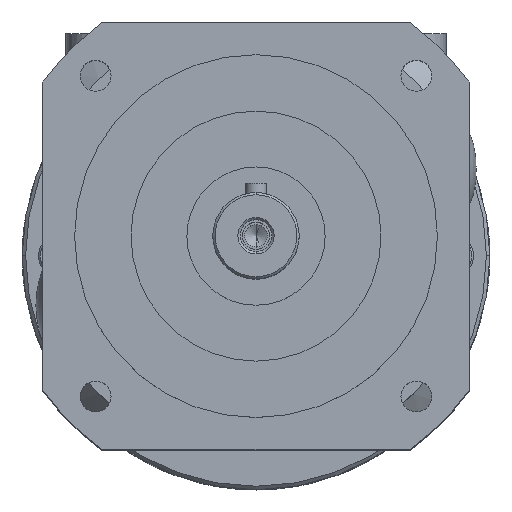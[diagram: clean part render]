
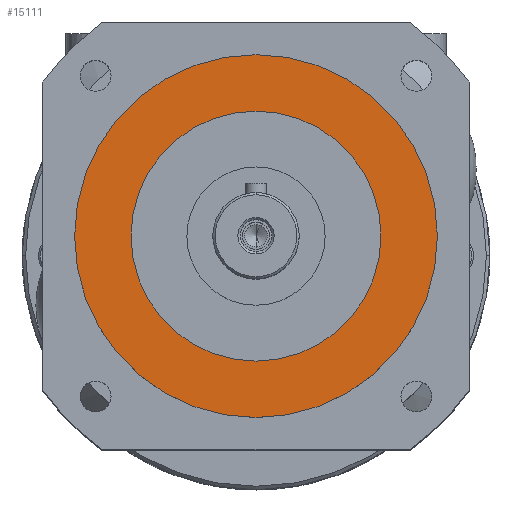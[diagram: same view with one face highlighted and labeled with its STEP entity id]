
A CAD part, top view. The second image highlights one B-rep face of the part: STEP entity #15111.
In plain terms, the highlighted face is planar.
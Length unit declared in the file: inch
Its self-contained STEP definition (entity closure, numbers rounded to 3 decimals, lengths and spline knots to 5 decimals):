
#8488 = DIRECTION ( 'NONE',  ( 0., 0., 1. ) ) ;
#8489 = DIRECTION ( 'NONE',  ( 0., 1., 0. ) ) ;
#8490 = CARTESIAN_POINT ( 'NONE',  ( 0., 0.90551, 0. ) ) ;
#8491 = AXIS2_PLACEMENT_3D ( 'NONE', #8490, #8489, #8488 ) ;
#8492 = PLANE ( 'NONE',  #8491 ) ;
#8493 = FACE_OUTER_BOUND ( 'NONE', #15325, .T. ) ;
#8494 = FACE_BOUND ( 'NONE', #15178, .T. ) ;
#8641 = CIRCLE ( 'NONE', #8701, 1.085 ) ;
#8698 = DIRECTION ( 'NONE',  ( 0., 0., 1. ) ) ;
#8699 = DIRECTION ( 'NONE',  ( 0., 1., 0. ) ) ;
#8700 = CARTESIAN_POINT ( 'NONE',  ( 0., 0.90551, 0. ) ) ;
#8701 = AXIS2_PLACEMENT_3D ( 'NONE', #8700, #8699, #8698 ) ;
#9084 = DIRECTION ( 'NONE',  ( 0., 0., 1. ) ) ;
#9085 = DIRECTION ( 'NONE',  ( 0., 1., 0. ) ) ;
#9086 = CARTESIAN_POINT ( 'NONE',  ( 0., 0.90551, 0. ) ) ;
#9087 = AXIS2_PLACEMENT_3D ( 'NONE', #9086, #9085, #9084 ) ;
#9088 = CIRCLE ( 'NONE', #9087, 1.5748 ) ;
#11361 = VERTEX_POINT ( 'NONE', #15803 ) ;
#11363 = EDGE_CURVE ( 'NONE', #11361, #11365, #15802, .T. ) ;
#11365 = VERTEX_POINT ( 'NONE', #15796 ) ;
#11566 = VERTEX_POINT ( 'NONE', #16372 ) ;
#11567 = VERTEX_POINT ( 'NONE', #16371 ) ;
#11597 = EDGE_CURVE ( 'NONE', #11566, #11567, #16443, .T. ) ;
#15111 = ADVANCED_FACE ( 'NONE', ( #8494, #8493 ), #8492, .T. ) ;
#15163 = ORIENTED_EDGE ( 'NONE', *, *, #11597, .T. ) ;
#15178 = EDGE_LOOP ( 'NONE', ( #15193, #15228 ) ) ;
#15193 = ORIENTED_EDGE ( 'NONE', *, *, #15208, .F. ) ;
#15208 = EDGE_CURVE ( 'NONE', #11365, #11361, #8641, .T. ) ;
#15228 = ORIENTED_EDGE ( 'NONE', *, *, #11363, .F. ) ;
#15325 = EDGE_LOOP ( 'NONE', ( #15327, #15163 ) ) ;
#15327 = ORIENTED_EDGE ( 'NONE', *, *, #15418, .T. ) ;
#15418 = EDGE_CURVE ( 'NONE', #11567, #11566, #9088, .T. ) ;
#15796 = CARTESIAN_POINT ( 'NONE',  ( 0., 0.90551, 1.085 ) ) ;
#15798 = DIRECTION ( 'NONE',  ( 0., 0., 1. ) ) ;
#15799 = DIRECTION ( 'NONE',  ( 0., 1., 0. ) ) ;
#15800 = CARTESIAN_POINT ( 'NONE',  ( 0., 0.90551, 0. ) ) ;
#15801 = AXIS2_PLACEMENT_3D ( 'NONE', #15800, #15799, #15798 ) ;
#15802 = CIRCLE ( 'NONE', #15801, 1.085 ) ;
#15803 = CARTESIAN_POINT ( 'NONE',  ( 0., 0.90551, -1.085 ) ) ;
#16371 = CARTESIAN_POINT ( 'NONE',  ( 0., 0.90551, -1.5748 ) ) ;
#16372 = CARTESIAN_POINT ( 'NONE',  ( 0., 0.90551, 1.5748 ) ) ;
#16439 = DIRECTION ( 'NONE',  ( 0., 0., 1. ) ) ;
#16440 = DIRECTION ( 'NONE',  ( 0., 1., 0. ) ) ;
#16441 = CARTESIAN_POINT ( 'NONE',  ( 0., 0.90551, 0. ) ) ;
#16442 = AXIS2_PLACEMENT_3D ( 'NONE', #16441, #16440, #16439 ) ;
#16443 = CIRCLE ( 'NONE', #16442, 1.5748 ) ;
